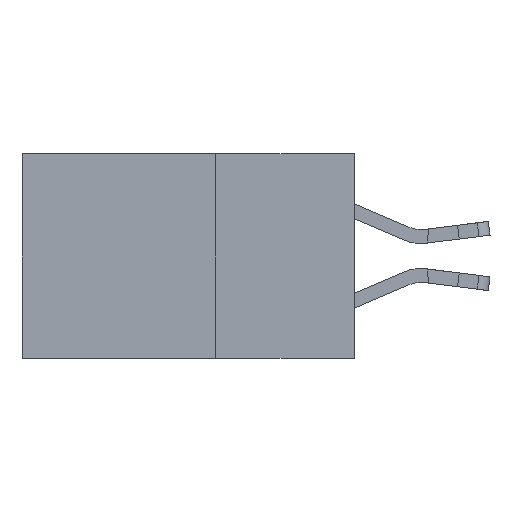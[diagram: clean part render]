
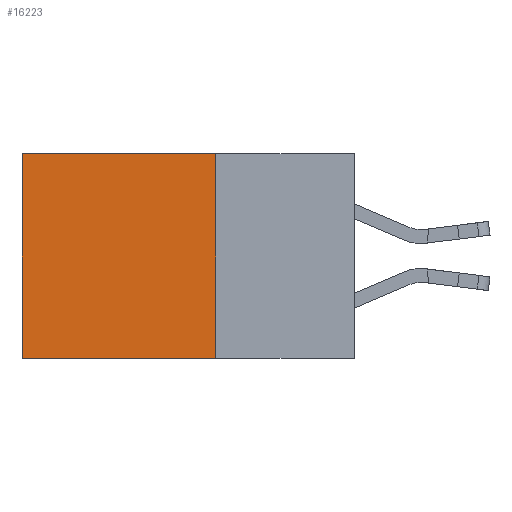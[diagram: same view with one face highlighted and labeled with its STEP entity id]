
A CAD part, left-side view. The second image highlights one B-rep face of the part: STEP entity #16223.
In plain terms, the highlighted planar face has unit normal (-1, 0, 0).
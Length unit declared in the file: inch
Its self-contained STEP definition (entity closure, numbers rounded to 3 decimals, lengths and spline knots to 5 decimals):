
#699 = CARTESIAN_POINT ( 'NONE',  ( 0.2615, 0.6, -0.37 ) ) ;
#832 = CARTESIAN_POINT ( 'NONE',  ( 0.2615, 0.25, -0.37 ) ) ;
#1440 = ORIENTED_EDGE ( 'NONE', *, *, #18189, .T. ) ;
#1479 = VECTOR ( 'NONE', #3748, 39.37008 ) ;
#2040 = DIRECTION ( 'NONE',  ( 1., 0., 0. ) ) ;
#2426 = CARTESIAN_POINT ( 'NONE',  ( 0.2615, 0.25, -0.37 ) ) ;
#2758 = VECTOR ( 'NONE', #3022, 39.37008 ) ;
#3022 = DIRECTION ( 'NONE',  ( 0., 1., 0. ) ) ;
#3042 = CARTESIAN_POINT ( 'NONE',  ( 0.2615, 0.6, 0. ) ) ;
#3106 = EDGE_CURVE ( 'NONE', #4008, #3438, #8049, .T. ) ;
#3438 = VERTEX_POINT ( 'NONE', #16958 ) ;
#3748 = DIRECTION ( 'NONE',  ( 0., 1., 0. ) ) ;
#4008 = VERTEX_POINT ( 'NONE', #9269 ) ;
#4276 = AXIS2_PLACEMENT_3D ( 'NONE', #832, #2040, #6549 ) ;
#5847 = DIRECTION ( 'NONE',  ( 0., 0., -1. ) ) ;
#6142 = EDGE_CURVE ( 'NONE', #13594, #4008, #11506, .T. ) ;
#6475 = EDGE_LOOP ( 'NONE', ( #1440, #15134, #13064, #8954 ) ) ;
#6549 = DIRECTION ( 'NONE',  ( 0., 0., -1. ) ) ;
#7349 = VECTOR ( 'NONE', #5847, 39.37008 ) ;
#8049 = LINE ( 'NONE', #2426, #1479 ) ;
#8748 = LINE ( 'NONE', #16349, #2758 ) ;
#8950 = CARTESIAN_POINT ( 'NONE',  ( 0.2615, 0.25, -0.37 ) ) ;
#8954 = ORIENTED_EDGE ( 'NONE', *, *, #15668, .T. ) ;
#9189 = PLANE ( 'NONE',  #4276 ) ;
#9269 = CARTESIAN_POINT ( 'NONE',  ( 0.2615, 0.25, -0.37 ) ) ;
#11506 = LINE ( 'NONE', #8950, #7349 ) ;
#12080 = LINE ( 'NONE', #699, #15177 ) ;
#12225 = FACE_OUTER_BOUND ( 'NONE', #6475, .T. ) ;
#13064 = ORIENTED_EDGE ( 'NONE', *, *, #6142, .F. ) ;
#13507 = CARTESIAN_POINT ( 'NONE',  ( 0.2615, 0.25, 0. ) ) ;
#13594 = VERTEX_POINT ( 'NONE', #13507 ) ;
#13953 = VERTEX_POINT ( 'NONE', #3042 ) ;
#15134 = ORIENTED_EDGE ( 'NONE', *, *, #3106, .F. ) ;
#15177 = VECTOR ( 'NONE', #16282, 39.37008 ) ;
#15668 = EDGE_CURVE ( 'NONE', #13594, #13953, #8748, .T. ) ;
#16223 = ADVANCED_FACE ( 'NONE', ( #12225 ), #9189, .F. ) ;
#16282 = DIRECTION ( 'NONE',  ( 0., 0., -1. ) ) ;
#16349 = CARTESIAN_POINT ( 'NONE',  ( 0.2615, 0.25, 0. ) ) ;
#16958 = CARTESIAN_POINT ( 'NONE',  ( 0.2615, 0.6, -0.37 ) ) ;
#18189 = EDGE_CURVE ( 'NONE', #13953, #3438, #12080, .T. ) ;
